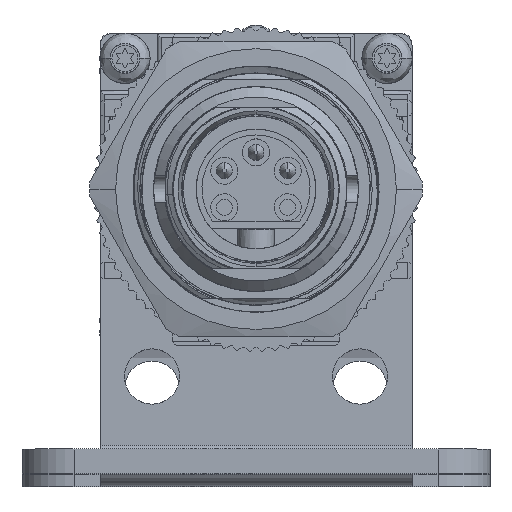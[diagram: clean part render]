
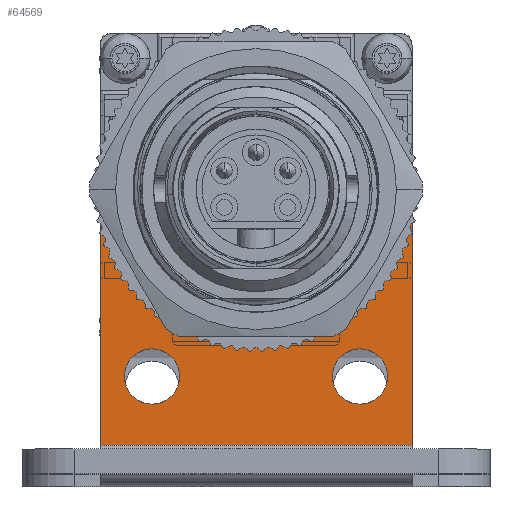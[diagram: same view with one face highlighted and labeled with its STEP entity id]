
A CAD part, top view. The second image highlights one B-rep face of the part: STEP entity #64569.
In plain terms, the highlighted planar face has unit normal (0, 0, 1).
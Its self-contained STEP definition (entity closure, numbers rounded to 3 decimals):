
#19407=CARTESIAN_POINT('',(0.,0.,878.205));
#19408=DIRECTION('',(0.,0.,1.));
#19409=DIRECTION('',(1.,0.,0.));
#19410=AXIS2_PLACEMENT_3D('',#19407,#19408,#19409);
#19444=DIRECTION('',(0.,-1.,0.));
#19445=VECTOR('',#19444,31.242);
#19446=CARTESIAN_POINT('',(-19.05,0.,878.205));
#19447=LINE('',#19446,#19445);
#19448=DIRECTION('',(0.,-1.,0.));
#19449=VECTOR('',#19448,31.242);
#19450=CARTESIAN_POINT('',(19.05,0.,878.205));
#19451=LINE('',#19450,#19449);
#19452=CARTESIAN_POINT('',(0.,0.,878.205));
#19453=DIRECTION('',(0.,0.,1.));
#19454=DIRECTION('',(1.,0.,0.));
#19455=AXIS2_PLACEMENT_3D('',#19452,#19453,#19454);
#19457=CARTESIAN_POINT('',(0.,0.,878.205));
#19458=DIRECTION('',(0.,0.,1.));
#19459=DIRECTION('',(-1.,0.,0.));
#19460=AXIS2_PLACEMENT_3D('',#19457,#19458,#19459);
#19462=CARTESIAN_POINT('',(-12.7,-22.86,878.205));
#19463=DIRECTION('',(0.,0.,1.));
#19464=DIRECTION('',(1.,0.,0.));
#19465=AXIS2_PLACEMENT_3D('',#19462,#19463,#19464);
#19467=CARTESIAN_POINT('',(-12.7,-22.86,878.205));
#19468=DIRECTION('',(0.,0.,1.));
#19469=DIRECTION('',(-1.,0.,0.));
#19470=AXIS2_PLACEMENT_3D('',#19467,#19468,#19469);
#19472=CARTESIAN_POINT('',(12.7,-22.86,878.205));
#19473=DIRECTION('',(0.,0.,1.));
#19474=DIRECTION('',(1.,0.,0.));
#19475=AXIS2_PLACEMENT_3D('',#19472,#19473,#19474);
#19477=CARTESIAN_POINT('',(12.7,-22.86,878.205));
#19478=DIRECTION('',(0.,0.,1.));
#19479=DIRECTION('',(-1.,0.,0.));
#19480=AXIS2_PLACEMENT_3D('',#19477,#19478,#19479);
#19491=DIRECTION('',(1.,0.,0.));
#19492=VECTOR('',#19491,38.1);
#19493=CARTESIAN_POINT('',(-19.05,-31.242,878.205));
#19494=LINE('',#19493,#19492);
#45692=CARTESIAN_POINT('',(19.05,0.,878.205));
#45694=VERTEX_POINT('',#45692);
#45696=CARTESIAN_POINT('',(-19.05,0.,878.205));
#45698=VERTEX_POINT('',#45696);
#45703=CARTESIAN_POINT('',(15.24,0.,878.205));
#45704=CARTESIAN_POINT('',(-15.24,0.,878.205));
#45705=VERTEX_POINT('',#45703);
#45706=VERTEX_POINT('',#45704);
#45747=CARTESIAN_POINT('',(-9.322,-22.86,878.205));
#45748=CARTESIAN_POINT('',(-16.078,-22.86,878.205));
#45749=VERTEX_POINT('',#45747);
#45750=VERTEX_POINT('',#45748);
#45751=CARTESIAN_POINT('',(16.078,-22.86,878.205));
#45752=CARTESIAN_POINT('',(9.322,-22.86,878.205));
#45753=VERTEX_POINT('',#45751);
#45754=VERTEX_POINT('',#45752);
#45795=CARTESIAN_POINT('',(-19.05,-31.242,878.205));
#45796=CARTESIAN_POINT('',(19.05,-31.242,878.205));
#45797=VERTEX_POINT('',#45795);
#45798=VERTEX_POINT('',#45796);
#64539=CARTESIAN_POINT('',(-28.575,19.05,878.205));
#64540=DIRECTION('',(0.,0.,1.));
#64541=DIRECTION('',(0.,-1.,0.));
#64542=AXIS2_PLACEMENT_3D('',#64539,#64540,#64541);
#64543=PLANE('',#64542);
#64544=ORIENTED_EDGE('',*,*,#64528,.F.);
#64545=ORIENTED_EDGE('',*,*,#64474,.F.);
#64546=ORIENTED_EDGE('',*,*,#64499,.T.);
#64548=ORIENTED_EDGE('',*,*,#64547,.F.);
#64549=EDGE_LOOP('',(#64544,#64545,#64546,#64548));
#64550=FACE_OUTER_BOUND('',#64549,.F.);
#64552=ORIENTED_EDGE('',*,*,#64551,.T.);
#64554=ORIENTED_EDGE('',*,*,#64553,.T.);
#64555=EDGE_LOOP('',(#64552,#64554));
#64556=FACE_BOUND('',#64555,.F.);
#64558=ORIENTED_EDGE('',*,*,#64557,.T.);
#64560=ORIENTED_EDGE('',*,*,#64559,.T.);
#64561=EDGE_LOOP('',(#64558,#64560));
#64562=FACE_BOUND('',#64561,.F.);
#64564=ORIENTED_EDGE('',*,*,#64563,.T.);
#64566=ORIENTED_EDGE('',*,*,#64565,.T.);
#64567=EDGE_LOOP('',(#64564,#64566));
#64568=FACE_BOUND('',#64567,.F.);
#64569=ADVANCED_FACE('',(#64550,#64556,#64562,#64568),#64543,.T.);
#19411=CIRCLE('',#19410,19.05);
#19456=CIRCLE('',#19455,15.24);
#19461=CIRCLE('',#19460,15.24);
#19466=CIRCLE('',#19465,3.378);
#19471=CIRCLE('',#19470,3.378);
#19476=CIRCLE('',#19475,3.378);
#19481=CIRCLE('',#19480,3.378);
#64474=EDGE_CURVE('',#45694,#45698,#19411,.T.);
#64499=EDGE_CURVE('',#45694,#45798,#19451,.T.);
#64528=EDGE_CURVE('',#45698,#45797,#19447,.T.);
#64547=EDGE_CURVE('',#45797,#45798,#19494,.T.);
#64551=EDGE_CURVE('',#45705,#45706,#19456,.T.);
#64553=EDGE_CURVE('',#45706,#45705,#19461,.T.);
#64557=EDGE_CURVE('',#45749,#45750,#19466,.T.);
#64559=EDGE_CURVE('',#45750,#45749,#19471,.T.);
#64563=EDGE_CURVE('',#45753,#45754,#19476,.T.);
#64565=EDGE_CURVE('',#45754,#45753,#19481,.T.);
